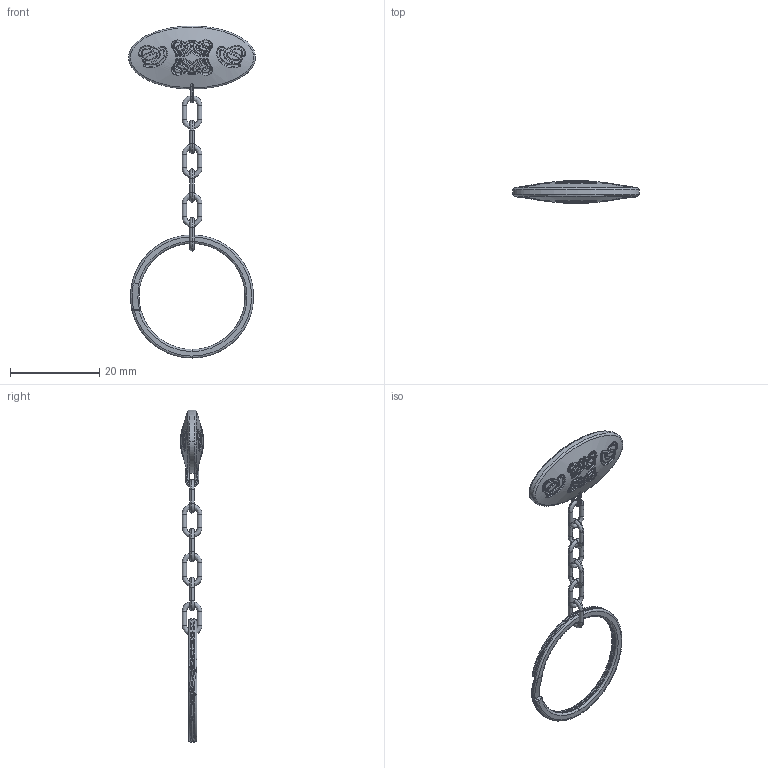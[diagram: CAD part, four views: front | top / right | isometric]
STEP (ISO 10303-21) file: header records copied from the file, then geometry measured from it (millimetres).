
FILE_DESCRIPTION(('FreeCAD Model'),'2;1');
FILE_NAME('Open CASCADE Shape Model','2025-05-04T13:01:45',('FreeCAD'),( 'FreeCAD'),'Open CASCADE STEP processor 7.6','FreeCAD','Unknown');
FILE_SCHEMA(('AUTOMOTIVE_DESIGN { 1 0 10303 214 1 1 1 1 }'));
Products named in the file (1): Open CASCADE STEP translator 7.6 1
Bounding box: 28.36 x 5.1 x 74.2 mm (x, y, z)
Volume: 1321.1 mm3; surface area: 1724.8 mm2
Topology: 3 solids, 3 shells, 615 faces, 1520 edges, 877 vertices
Faces by surface type: bspline 615
Entity records: 49201 total; most frequent: CARTESIAN_POINT 40807, ORIENTED_EDGE 2964, EDGE_CURVE 1482, B_SPLINE_CURVE_WITH_KNOTS 968, VERTEX_POINT 877, FACE_BOUND 635, EDGE_LOOP 635, ADVANCED_FACE 615
